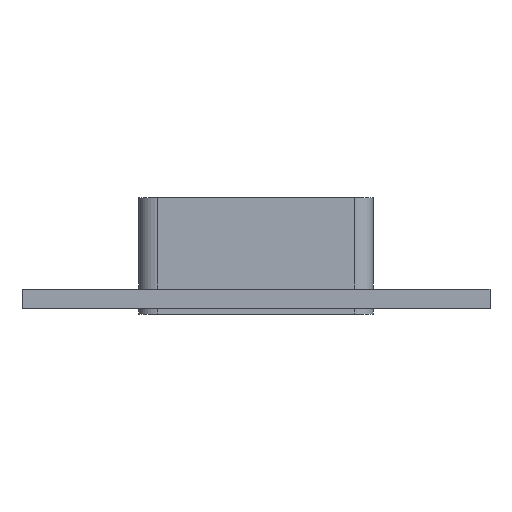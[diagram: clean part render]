
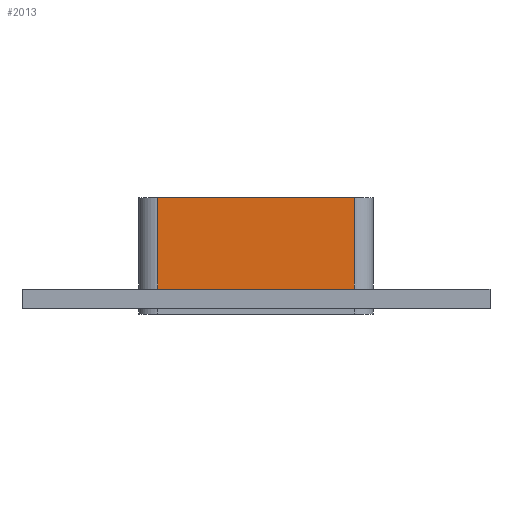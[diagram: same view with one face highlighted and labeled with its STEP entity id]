
A CAD part, left-side view. The second image highlights one B-rep face of the part: STEP entity #2013.
In plain terms, the highlighted planar face has unit normal (-1, 0, 0).
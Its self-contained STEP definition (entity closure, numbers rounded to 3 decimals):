
#797=CARTESIAN_POINT('',(-331.25,-50.5,-17.0));
#798=VERTEX_POINT('',#797);
#806=CARTESIAN_POINT('',(-331.25,50.5,-17.0));
#807=VERTEX_POINT('',#806);
#808=CARTESIAN_POINT('',(-331.25,50.5,-17.));
#809=DIRECTION('',(0.0,-1.0,0.0));
#810=VECTOR('',#809,101.);
#811=LINE('',#808,#810);
#812=EDGE_CURVE('',#807,#798,#811,.T.);
#1440=CARTESIAN_POINT('',(-331.25,-50.5,30.0));
#1441=VERTEX_POINT('',#1440);
#1449=CARTESIAN_POINT('',(-331.25,-50.5,30.0));
#1450=DIRECTION('',(0.0,0.0,-1.0));
#1451=VECTOR('',#1450,47.0);
#1452=LINE('',#1449,#1451);
#1453=EDGE_CURVE('',#1441,#798,#1452,.T.);
#1464=CARTESIAN_POINT('',(-331.25,50.5,30.0));
#1465=VERTEX_POINT('',#1464);
#1466=CARTESIAN_POINT('',(-331.25,50.5,-17.0));
#1467=DIRECTION('',(0.0,0.0,1.0));
#1468=VECTOR('',#1467,47.0);
#1469=LINE('',#1466,#1468);
#1470=EDGE_CURVE('',#807,#1465,#1469,.T.);
#1997=CARTESIAN_POINT('',(-331.25,60.5,0.0));
#1998=DIRECTION('',(-1.0,0.0,0.0));
#1999=DIRECTION('',(0.0,-1.0,0.0));
#2000=AXIS2_PLACEMENT_3D('',#1997,#1998,#1999);
#2001=PLANE('',#2000);
#2002=ORIENTED_EDGE('',*,*,#812,.T.);
#2003=ORIENTED_EDGE('',*,*,#1453,.F.);
#2004=CARTESIAN_POINT('',(-331.25,50.5,30.0));
#2005=DIRECTION('',(0.0,-1.0,0.0));
#2006=VECTOR('',#2005,101.);
#2007=LINE('',#2004,#2006);
#2008=EDGE_CURVE('',#1465,#1441,#2007,.T.);
#2009=ORIENTED_EDGE('',*,*,#2008,.F.);
#2010=ORIENTED_EDGE('',*,*,#1470,.F.);
#2011=EDGE_LOOP('',(#2002,#2003,#2009,#2010));
#2012=FACE_OUTER_BOUND('',#2011,.T.);
#2013=ADVANCED_FACE('',(#2012),#2001,.T.);
